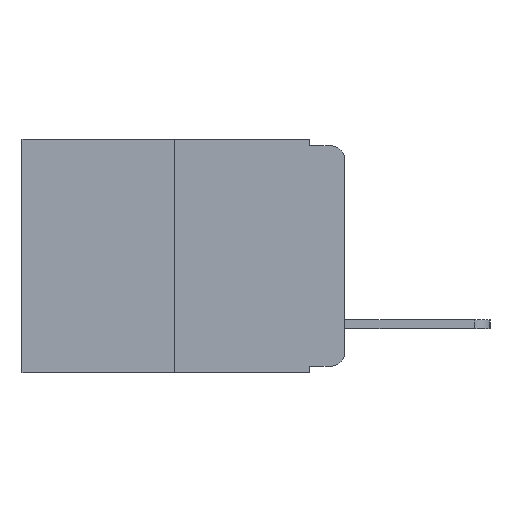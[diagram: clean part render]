
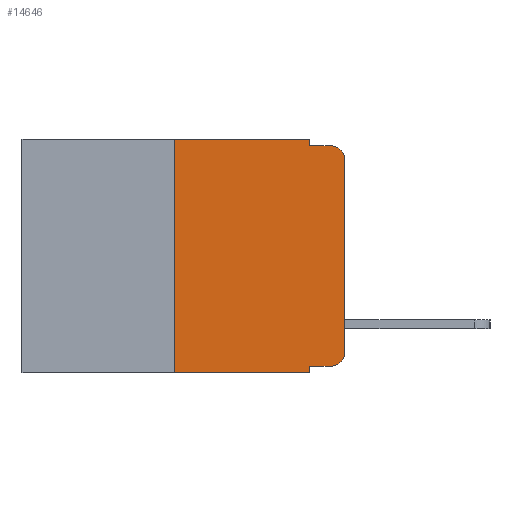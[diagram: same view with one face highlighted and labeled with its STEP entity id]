
A CAD part, left-side view. The second image highlights one B-rep face of the part: STEP entity #14646.
In plain terms, the highlighted planar face has unit normal (-1, 0, 0).
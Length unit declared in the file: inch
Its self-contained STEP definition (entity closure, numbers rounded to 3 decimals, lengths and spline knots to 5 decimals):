
#380 = CARTESIAN_POINT ( 'NONE',  ( 0., 0.051, -0.01 ) ) ;
#1510 = VECTOR ( 'NONE', #4754, 39.37008 ) ;
#1566 = VERTEX_POINT ( 'NONE', #3576 ) ;
#1904 = LINE ( 'NONE', #16626, #14385 ) ;
#2038 = LINE ( 'NONE', #3115, #1510 ) ;
#2073 = VERTEX_POINT ( 'NONE', #9327 ) ;
#2311 = ORIENTED_EDGE ( 'NONE', *, *, #17475, .F. ) ;
#2813 = VECTOR ( 'NONE', #19478, 39.37008 ) ;
#2837 = ORIENTED_EDGE ( 'NONE', *, *, #9996, .T. ) ;
#3115 = CARTESIAN_POINT ( 'NONE',  ( 0., 0.051, -0.333 ) ) ;
#3344 = ORIENTED_EDGE ( 'NONE', *, *, #10809, .T. ) ;
#3576 = CARTESIAN_POINT ( 'NONE',  ( 0., 0., -0.03 ) ) ;
#3848 = ORIENTED_EDGE ( 'NONE', *, *, #6021, .T. ) ;
#3971 = CARTESIAN_POINT ( 'NONE',  ( 0., 0.02, -0.313 ) ) ;
#4130 = CARTESIAN_POINT ( 'NONE',  ( 0., 0.051, 0. ) ) ;
#4257 = CARTESIAN_POINT ( 'NONE',  ( 0., 0.051, 0. ) ) ;
#4660 = VERTEX_POINT ( 'NONE', #18184 ) ;
#4754 = DIRECTION ( 'NONE',  ( 0., -1., 0. ) ) ;
#4801 = CIRCLE ( 'NONE', #9801, 0.02 ) ;
#4980 = LINE ( 'NONE', #380, #9880 ) ;
#5316 = DIRECTION ( 'NONE',  ( 0., -1., 0. ) ) ;
#5551 = DIRECTION ( 'NONE',  ( 0., 0., -1. ) ) ;
#5852 = DIRECTION ( 'NONE',  ( 0., 0., -1. ) ) ;
#5857 = ORIENTED_EDGE ( 'NONE', *, *, #10146, .F. ) ;
#5858 = EDGE_LOOP ( 'NONE', ( #20512, #3848, #8187, #17235, #5857, #7925, #17944, #2311, #2837, #3344 ) ) ;
#6021 = EDGE_CURVE ( 'NONE', #1566, #2073, #19934, .T. ) ;
#6177 = CARTESIAN_POINT ( 'NONE',  ( 0., 0.25, 0. ) ) ;
#6209 = VERTEX_POINT ( 'NONE', #6301 ) ;
#6301 = CARTESIAN_POINT ( 'NONE',  ( 0., 0.051, -0.01 ) ) ;
#6368 = CARTESIAN_POINT ( 'NONE',  ( 0., 0.02, -0.03 ) ) ;
#6644 = EDGE_CURVE ( 'NONE', #9208, #4660, #19937, .T. ) ;
#6691 = EDGE_CURVE ( 'NONE', #11019, #1566, #1904, .T. ) ;
#6765 = CARTESIAN_POINT ( 'NONE',  ( 0., 0.051, 0. ) ) ;
#6787 = CARTESIAN_POINT ( 'NONE',  ( 0., 0.473, 0. ) ) ;
#6810 = LINE ( 'NONE', #6177, #7344 ) ;
#6914 = DIRECTION ( 'NONE',  ( 0., -1., 0. ) ) ;
#7344 = VECTOR ( 'NONE', #7841, 39.37008 ) ;
#7669 = CARTESIAN_POINT ( 'NONE',  ( 0., 0.473, 0. ) ) ;
#7801 = CARTESIAN_POINT ( 'NONE',  ( 0., 0., -0.313 ) ) ;
#7841 = DIRECTION ( 'NONE',  ( 0., 0., 1. ) ) ;
#7925 = ORIENTED_EDGE ( 'NONE', *, *, #16049, .F. ) ;
#8181 = LINE ( 'NONE', #6787, #2813 ) ;
#8187 = ORIENTED_EDGE ( 'NONE', *, *, #18254, .F. ) ;
#8450 = DIRECTION ( 'NONE',  ( 0., 0., -1. ) ) ;
#9080 = EDGE_CURVE ( 'NONE', #17677, #6209, #11048, .T. ) ;
#9208 = VERTEX_POINT ( 'NONE', #19462 ) ;
#9327 = CARTESIAN_POINT ( 'NONE',  ( 0., 0.02, -0.01 ) ) ;
#9359 = DIRECTION ( 'NONE',  ( 0., 0., -1. ) ) ;
#9801 = AXIS2_PLACEMENT_3D ( 'NONE', #3971, #15324, #5551 ) ;
#9880 = VECTOR ( 'NONE', #6914, 39.37008 ) ;
#9996 = EDGE_CURVE ( 'NONE', #17771, #18194, #2038, .T. ) ;
#10121 = CARTESIAN_POINT ( 'NONE',  ( 0., 0.02, -0.333 ) ) ;
#10146 = EDGE_CURVE ( 'NONE', #12060, #17677, #8181, .T. ) ;
#10809 = EDGE_CURVE ( 'NONE', #18194, #11019, #4801, .T. ) ;
#10821 = DIRECTION ( 'NONE',  ( 0., 0., 1. ) ) ;
#11019 = VERTEX_POINT ( 'NONE', #7801 ) ;
#11048 = LINE ( 'NONE', #6765, #15809 ) ;
#11548 = CARTESIAN_POINT ( 'NONE',  ( 0., 0.473, -0.343 ) ) ;
#12060 = VERTEX_POINT ( 'NONE', #13846 ) ;
#12453 = VECTOR ( 'NONE', #5852, 39.37008 ) ;
#13846 = CARTESIAN_POINT ( 'NONE',  ( 0., 0.25, 0. ) ) ;
#14141 = CARTESIAN_POINT ( 'NONE',  ( 0., 0.051, -0.333 ) ) ;
#14385 = VECTOR ( 'NONE', #10821, 39.37008 ) ;
#14646 = ADVANCED_FACE ( 'NONE', ( #20526 ), #17325, .F. ) ;
#15324 = DIRECTION ( 'NONE',  ( -1., 0., 0. ) ) ;
#15636 = AXIS2_PLACEMENT_3D ( 'NONE', #6368, #18064, #19941 ) ;
#15809 = VECTOR ( 'NONE', #8450, 39.37008 ) ;
#15899 = VECTOR ( 'NONE', #5316, 39.37008 ) ;
#16049 = EDGE_CURVE ( 'NONE', #9208, #12060, #6810, .T. ) ;
#16626 = CARTESIAN_POINT ( 'NONE',  ( 0., 0., 0. ) ) ;
#16637 = LINE ( 'NONE', #4257, #12453 ) ;
#17084 = AXIS2_PLACEMENT_3D ( 'NONE', #7669, #18828, #9359 ) ;
#17235 = ORIENTED_EDGE ( 'NONE', *, *, #9080, .F. ) ;
#17325 = PLANE ( 'NONE',  #17084 ) ;
#17475 = EDGE_CURVE ( 'NONE', #17771, #4660, #16637, .T. ) ;
#17677 = VERTEX_POINT ( 'NONE', #4130 ) ;
#17771 = VERTEX_POINT ( 'NONE', #14141 ) ;
#17944 = ORIENTED_EDGE ( 'NONE', *, *, #6644, .T. ) ;
#18064 = DIRECTION ( 'NONE',  ( -1., 0., 0. ) ) ;
#18184 = CARTESIAN_POINT ( 'NONE',  ( 0., 0.051, -0.343 ) ) ;
#18194 = VERTEX_POINT ( 'NONE', #10121 ) ;
#18254 = EDGE_CURVE ( 'NONE', #6209, #2073, #4980, .T. ) ;
#18828 = DIRECTION ( 'NONE',  ( 1., 0., 0. ) ) ;
#19462 = CARTESIAN_POINT ( 'NONE',  ( 0., 0.25, -0.343 ) ) ;
#19478 = DIRECTION ( 'NONE',  ( 0., -1., 0. ) ) ;
#19934 = CIRCLE ( 'NONE', #15636, 0.02 ) ;
#19937 = LINE ( 'NONE', #11548, #15899 ) ;
#19941 = DIRECTION ( 'NONE',  ( 0., 0., -1. ) ) ;
#20512 = ORIENTED_EDGE ( 'NONE', *, *, #6691, .T. ) ;
#20526 = FACE_OUTER_BOUND ( 'NONE', #5858, .T. ) ;
